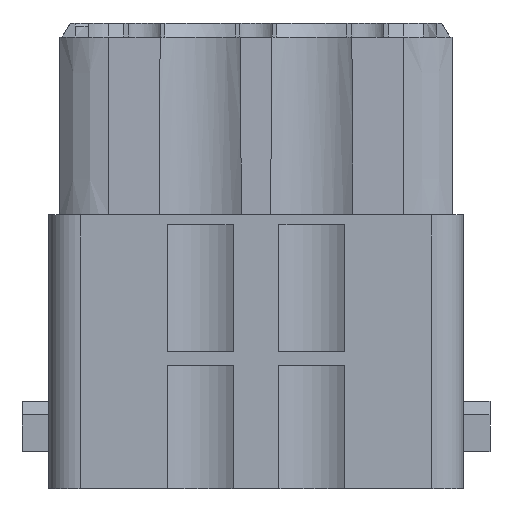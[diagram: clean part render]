
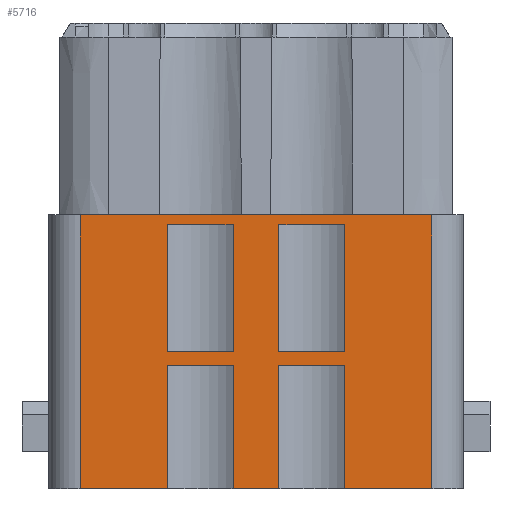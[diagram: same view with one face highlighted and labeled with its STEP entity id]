
A CAD part, left-side view. The second image highlights one B-rep face of the part: STEP entity #5716.
In plain terms, the highlighted planar face has unit normal (-1, 0, 0).
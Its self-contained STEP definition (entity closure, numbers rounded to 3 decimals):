
#5716=ADVANCED_FACE('',(#7404,#7405,#7406),#6485,.F.);
#6485=PLANE('',#21091);
#7404=FACE_BOUND('',#7971,.T.);
#7405=FACE_BOUND('',#7972,.T.);
#7406=FACE_BOUND('',#7973,.T.);
#7971=EDGE_LOOP('',(#9624,#9625,#9626,#9627,#9628,#9629,#9630,#9631,#9632,
#9633,#9634,#9635));
#7972=EDGE_LOOP('',(#9636,#9637,#9638,#9639));
#7973=EDGE_LOOP('',(#9640,#9641,#9642,#9643));
#9624=ORIENTED_EDGE('',*,*,#14048,.F.);
#9625=ORIENTED_EDGE('',*,*,#14572,.T.);
#9626=ORIENTED_EDGE('',*,*,#14573,.T.);
#9627=ORIENTED_EDGE('',*,*,#14574,.T.);
#9628=ORIENTED_EDGE('',*,*,#14046,.F.);
#9629=ORIENTED_EDGE('',*,*,#14575,.T.);
#9630=ORIENTED_EDGE('',*,*,#14576,.F.);
#9631=ORIENTED_EDGE('',*,*,#14577,.T.);
#9632=ORIENTED_EDGE('',*,*,#14050,.F.);
#9633=ORIENTED_EDGE('',*,*,#14578,.T.);
#9634=ORIENTED_EDGE('',*,*,#14579,.T.);
#9635=ORIENTED_EDGE('',*,*,#14580,.T.);
#9636=ORIENTED_EDGE('',*,*,#14581,.F.);
#9637=ORIENTED_EDGE('',*,*,#14582,.T.);
#9638=ORIENTED_EDGE('',*,*,#14583,.F.);
#9639=ORIENTED_EDGE('',*,*,#14584,.F.);
#9640=ORIENTED_EDGE('',*,*,#14585,.F.);
#9641=ORIENTED_EDGE('',*,*,#14586,.T.);
#9642=ORIENTED_EDGE('',*,*,#14587,.F.);
#9643=ORIENTED_EDGE('',*,*,#14588,.F.);
#12753=VERTEX_POINT('',#26551);
#12754=VERTEX_POINT('',#26552);
#12755=VERTEX_POINT('',#26554);
#12756=VERTEX_POINT('',#26556);
#12757=VERTEX_POINT('',#26558);
#12758=VERTEX_POINT('',#26560);
#13256=VERTEX_POINT('',#27998);
#13257=VERTEX_POINT('',#28000);
#13258=VERTEX_POINT('',#28003);
#13259=VERTEX_POINT('',#28005);
#13260=VERTEX_POINT('',#28008);
#13261=VERTEX_POINT('',#28010);
#13262=VERTEX_POINT('',#28013);
#13263=VERTEX_POINT('',#28014);
#13264=VERTEX_POINT('',#28016);
#13265=VERTEX_POINT('',#28018);
#13266=VERTEX_POINT('',#28021);
#13267=VERTEX_POINT('',#28022);
#13268=VERTEX_POINT('',#28024);
#13269=VERTEX_POINT('',#28026);
#14046=EDGE_CURVE('',#12753,#12754,#17181,.T.);
#14048=EDGE_CURVE('',#12755,#12756,#17182,.T.);
#14050=EDGE_CURVE('',#12757,#12758,#17183,.T.);
#14572=EDGE_CURVE('',#12755,#13256,#17462,.T.);
#14573=EDGE_CURVE('',#13256,#13257,#17463,.T.);
#14574=EDGE_CURVE('',#13257,#12754,#17464,.T.);
#14575=EDGE_CURVE('',#12753,#13258,#17465,.T.);
#14576=EDGE_CURVE('',#13259,#13258,#17466,.T.);
#14577=EDGE_CURVE('',#13259,#12758,#17467,.T.);
#14578=EDGE_CURVE('',#12757,#13260,#17468,.T.);
#14579=EDGE_CURVE('',#13260,#13261,#17469,.T.);
#14580=EDGE_CURVE('',#13261,#12756,#17470,.T.);
#14581=EDGE_CURVE('',#13262,#13263,#17471,.T.);
#14582=EDGE_CURVE('',#13262,#13264,#17472,.T.);
#14583=EDGE_CURVE('',#13265,#13264,#17473,.T.);
#14584=EDGE_CURVE('',#13263,#13265,#17474,.T.);
#14585=EDGE_CURVE('',#13266,#13267,#17475,.T.);
#14586=EDGE_CURVE('',#13266,#13268,#17476,.T.);
#14587=EDGE_CURVE('',#13269,#13268,#17477,.T.);
#14588=EDGE_CURVE('',#13267,#13269,#17478,.T.);
#17181=LINE('',#26550,#18268);
#17182=LINE('',#26555,#18269);
#17183=LINE('',#26559,#18270);
#17462=LINE('',#27997,#18549);
#17463=LINE('',#27999,#18550);
#17464=LINE('',#28001,#18551);
#17465=LINE('',#28002,#18552);
#17466=LINE('',#28004,#18553);
#17467=LINE('',#28006,#18554);
#17468=LINE('',#28007,#18555);
#17469=LINE('',#28009,#18556);
#17470=LINE('',#28011,#18557);
#17471=LINE('',#28012,#18558);
#17472=LINE('',#28015,#18559);
#17473=LINE('',#28017,#18560);
#17474=LINE('',#28019,#18561);
#17475=LINE('',#28020,#18562);
#17476=LINE('',#28023,#18563);
#17477=LINE('',#28025,#18564);
#17478=LINE('',#28027,#18565);
#18268=VECTOR('',#22130,1.);
#18269=VECTOR('',#22133,1.);
#18270=VECTOR('',#22136,1.);
#18549=VECTOR('',#22761,1.);
#18550=VECTOR('',#22762,1.);
#18551=VECTOR('',#22763,1.);
#18552=VECTOR('',#22764,1.);
#18553=VECTOR('',#22765,1.);
#18554=VECTOR('',#22766,1.);
#18555=VECTOR('',#22767,1.);
#18556=VECTOR('',#22768,1.);
#18557=VECTOR('',#22769,1.);
#18558=VECTOR('',#22770,1.);
#18559=VECTOR('',#22771,1.);
#18560=VECTOR('',#22772,1.);
#18561=VECTOR('',#22773,1.);
#18562=VECTOR('',#22774,1.);
#18563=VECTOR('',#22775,1.);
#18564=VECTOR('',#22776,1.);
#18565=VECTOR('',#22777,1.);
#21091=AXIS2_PLACEMENT_3D('',#28028,#22778,#22779);
#22130=DIRECTION('',(0.,1.,0.));
#22133=DIRECTION('',(0.,1.,0.));
#22136=DIRECTION('',(0.,1.,0.));
#22761=DIRECTION('',(0.,0.,1.));
#22762=DIRECTION('',(0.,-1.,0.));
#22763=DIRECTION('',(0.,0.,-1.));
#22764=DIRECTION('',(0.,0.,1.));
#22765=DIRECTION('',(0.,-1.,0.));
#22766=DIRECTION('',(0.,0.,-1.));
#22767=DIRECTION('',(0.,0.,1.));
#22768=DIRECTION('',(0.,-1.,0.));
#22769=DIRECTION('',(0.,0.,-1.));
#22770=DIRECTION('',(0.,0.,1.));
#22771=DIRECTION('',(0.,1.,0.));
#22772=DIRECTION('',(0.,0.,-1.));
#22773=DIRECTION('',(0.,1.,0.));
#22774=DIRECTION('',(0.,0.,1.));
#22775=DIRECTION('',(0.,1.,0.));
#22776=DIRECTION('',(0.,0.,-1.));
#22777=DIRECTION('',(0.,1.,0.));
#22778=DIRECTION('',(1.,0.,0.));
#22779=DIRECTION('',(0.,0.,-1.));
#26550=CARTESIAN_POINT('',(-14.675,15.15,0.));
#26551=CARTESIAN_POINT('',(-14.675,-12.85,0.));
#26552=CARTESIAN_POINT('',(-14.675,-6.475,0.));
#26554=CARTESIAN_POINT('',(-14.675,-1.675,0.));
#26555=CARTESIAN_POINT('',(-14.675,15.15,0.));
#26556=CARTESIAN_POINT('',(-14.675,1.675,0.));
#26558=CARTESIAN_POINT('',(-14.675,6.475,0.));
#26559=CARTESIAN_POINT('',(-14.675,15.15,0.));
#26560=CARTESIAN_POINT('',(-14.675,12.85,0.));
#27997=CARTESIAN_POINT('',(-14.675,-1.675,-1.));
#27998=CARTESIAN_POINT('',(-14.675,-1.675,9.));
#27999=CARTESIAN_POINT('',(-14.675,15.15,9.));
#28000=CARTESIAN_POINT('',(-14.675,-6.475,9.));
#28001=CARTESIAN_POINT('',(-14.675,-6.475,-1.));
#28002=CARTESIAN_POINT('',(-14.675,-12.85,34.));
#28003=CARTESIAN_POINT('',(-14.675,-12.85,20.));
#28004=CARTESIAN_POINT('',(-14.675,15.15,20.));
#28005=CARTESIAN_POINT('',(-14.675,12.85,20.));
#28006=CARTESIAN_POINT('',(-14.675,12.85,34.));
#28007=CARTESIAN_POINT('',(-14.675,6.475,-1.));
#28008=CARTESIAN_POINT('',(-14.675,6.475,9.));
#28009=CARTESIAN_POINT('',(-14.675,15.15,9.));
#28010=CARTESIAN_POINT('',(-14.675,1.675,9.));
#28011=CARTESIAN_POINT('',(-14.675,1.675,-1.));
#28012=CARTESIAN_POINT('',(-14.675,-6.475,10.));
#28013=CARTESIAN_POINT('',(-14.675,-6.475,10.));
#28014=CARTESIAN_POINT('',(-14.675,-6.475,19.3));
#28015=CARTESIAN_POINT('',(-14.675,15.15,10.));
#28016=CARTESIAN_POINT('',(-14.675,-1.675,10.));
#28017=CARTESIAN_POINT('',(-14.675,-1.675,10.));
#28018=CARTESIAN_POINT('',(-14.675,-1.675,19.3));
#28019=CARTESIAN_POINT('',(-14.675,15.15,19.3));
#28020=CARTESIAN_POINT('',(-14.675,1.675,10.));
#28021=CARTESIAN_POINT('',(-14.675,1.675,10.));
#28022=CARTESIAN_POINT('',(-14.675,1.675,19.3));
#28023=CARTESIAN_POINT('',(-14.675,15.15,10.));
#28024=CARTESIAN_POINT('',(-14.675,6.475,10.));
#28025=CARTESIAN_POINT('',(-14.675,6.475,10.));
#28026=CARTESIAN_POINT('',(-14.675,6.475,19.3));
#28027=CARTESIAN_POINT('',(-14.675,15.15,19.3));
#28028=CARTESIAN_POINT('',(-14.675,15.15,34.));
